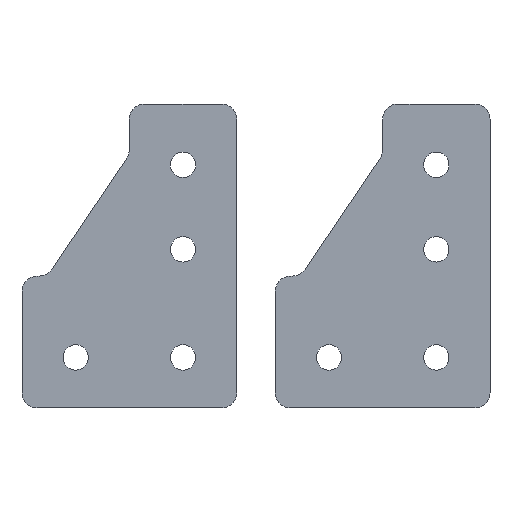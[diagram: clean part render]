
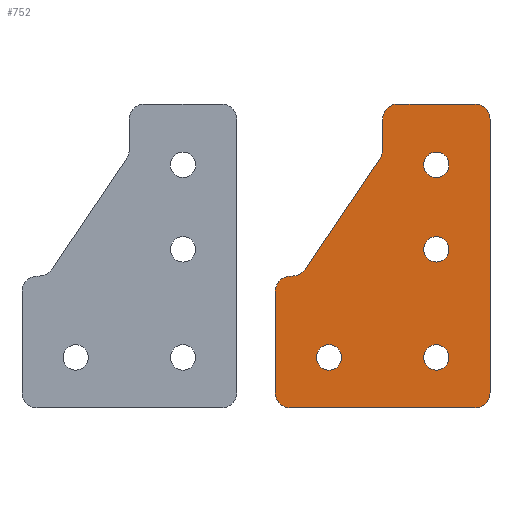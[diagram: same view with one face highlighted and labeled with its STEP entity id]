
A CAD part, front view. The second image highlights one B-rep face of the part: STEP entity #752.
In plain terms, the highlighted planar face has unit normal (0, -1, 0).
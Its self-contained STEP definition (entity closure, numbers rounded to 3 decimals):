
#45=LINE('',#1196,#101);
#50=LINE('',#1210,#106);
#54=LINE('',#1222,#110);
#58=LINE('',#1234,#114);
#62=LINE('',#1246,#118);
#66=LINE('',#1258,#122);
#70=LINE('',#1270,#126);
#101=VECTOR('',#980,10.);
#106=VECTOR('',#993,10.);
#110=VECTOR('',#1005,10.);
#114=VECTOR('',#1017,10.);
#118=VECTOR('',#1029,10.);
#122=VECTOR('',#1041,10.);
#126=VECTOR('',#1053,10.);
#146=PLANE('',#839);
#167=FACE_BOUND('',#271,.T.);
#168=FACE_BOUND('',#272,.T.);
#169=FACE_BOUND('',#273,.T.);
#170=FACE_BOUND('',#274,.T.);
#210=FACE_OUTER_BOUND('',#270,.T.);
#270=EDGE_LOOP('',(#673,#674,#675,#676,#677,#678,#679,#680,#681,#682,#683,
#684,#685,#686));
#271=EDGE_LOOP('',(#687));
#272=EDGE_LOOP('',(#688));
#273=EDGE_LOOP('',(#689));
#274=EDGE_LOOP('',(#690));
#298=CIRCLE('',#800,2.5);
#300=CIRCLE('',#803,2.5);
#302=CIRCLE('',#806,2.5);
#304=CIRCLE('',#809,2.5);
#305=CIRCLE('',#812,3.);
#307=CIRCLE('',#816,3.);
#309=CIRCLE('',#820,3.);
#311=CIRCLE('',#824,3.);
#313=CIRCLE('',#828,3.);
#315=CIRCLE('',#832,3.);
#317=CIRCLE('',#836,3.);
#356=VERTEX_POINT('',#1176);
#358=VERTEX_POINT('',#1181);
#360=VERTEX_POINT('',#1186);
#362=VERTEX_POINT('',#1191);
#363=VERTEX_POINT('',#1194);
#364=VERTEX_POINT('',#1195);
#367=VERTEX_POINT('',#1203);
#369=VERTEX_POINT('',#1209);
#371=VERTEX_POINT('',#1215);
#373=VERTEX_POINT('',#1221);
#375=VERTEX_POINT('',#1227);
#377=VERTEX_POINT('',#1233);
#379=VERTEX_POINT('',#1239);
#381=VERTEX_POINT('',#1245);
#383=VERTEX_POINT('',#1251);
#385=VERTEX_POINT('',#1257);
#387=VERTEX_POINT('',#1263);
#389=VERTEX_POINT('',#1269);
#442=EDGE_CURVE('',#356,#356,#298,.T.);
#444=EDGE_CURVE('',#358,#358,#300,.T.);
#446=EDGE_CURVE('',#360,#360,#302,.T.);
#448=EDGE_CURVE('',#362,#362,#304,.T.);
#449=EDGE_CURVE('',#363,#364,#45,.T.);
#453=EDGE_CURVE('',#364,#367,#305,.T.);
#456=EDGE_CURVE('',#369,#367,#50,.T.);
#459=EDGE_CURVE('',#369,#371,#307,.T.);
#462=EDGE_CURVE('',#373,#371,#54,.T.);
#465=EDGE_CURVE('',#375,#373,#309,.T.);
#468=EDGE_CURVE('',#375,#377,#58,.T.);
#471=EDGE_CURVE('',#379,#377,#311,.T.);
#474=EDGE_CURVE('',#379,#381,#62,.T.);
#477=EDGE_CURVE('',#383,#381,#313,.T.);
#480=EDGE_CURVE('',#383,#385,#66,.T.);
#483=EDGE_CURVE('',#387,#385,#315,.T.);
#486=EDGE_CURVE('',#387,#389,#70,.T.);
#489=EDGE_CURVE('',#363,#389,#317,.T.);
#673=ORIENTED_EDGE('',*,*,#489,.F.);
#674=ORIENTED_EDGE('',*,*,#449,.T.);
#675=ORIENTED_EDGE('',*,*,#453,.T.);
#676=ORIENTED_EDGE('',*,*,#456,.F.);
#677=ORIENTED_EDGE('',*,*,#459,.T.);
#678=ORIENTED_EDGE('',*,*,#462,.F.);
#679=ORIENTED_EDGE('',*,*,#465,.F.);
#680=ORIENTED_EDGE('',*,*,#468,.T.);
#681=ORIENTED_EDGE('',*,*,#471,.F.);
#682=ORIENTED_EDGE('',*,*,#474,.T.);
#683=ORIENTED_EDGE('',*,*,#477,.F.);
#684=ORIENTED_EDGE('',*,*,#480,.T.);
#685=ORIENTED_EDGE('',*,*,#483,.F.);
#686=ORIENTED_EDGE('',*,*,#486,.T.);
#687=ORIENTED_EDGE('',*,*,#448,.F.);
#688=ORIENTED_EDGE('',*,*,#446,.F.);
#689=ORIENTED_EDGE('',*,*,#444,.F.);
#690=ORIENTED_EDGE('',*,*,#442,.F.);
#752=ADVANCED_FACE('',(#210,#167,#168,#169,#170),#146,.F.);
#800=AXIS2_PLACEMENT_3D('',#1177,#958,#959);
#803=AXIS2_PLACEMENT_3D('',#1182,#964,#965);
#806=AXIS2_PLACEMENT_3D('',#1187,#970,#971);
#809=AXIS2_PLACEMENT_3D('',#1192,#976,#977);
#812=AXIS2_PLACEMENT_3D('',#1204,#986,#987);
#816=AXIS2_PLACEMENT_3D('',#1216,#998,#999);
#820=AXIS2_PLACEMENT_3D('',#1228,#1010,#1011);
#824=AXIS2_PLACEMENT_3D('',#1240,#1022,#1023);
#828=AXIS2_PLACEMENT_3D('',#1252,#1034,#1035);
#832=AXIS2_PLACEMENT_3D('',#1264,#1046,#1047);
#836=AXIS2_PLACEMENT_3D('',#1275,#1058,#1059);
#839=AXIS2_PLACEMENT_3D('',#1278,#1064,#1065);
#958=DIRECTION('center_axis',(0.,-1.,0.));
#959=DIRECTION('ref_axis',(1.,0.,0.));
#964=DIRECTION('center_axis',(0.,-1.,0.));
#965=DIRECTION('ref_axis',(1.,0.,0.));
#970=DIRECTION('center_axis',(0.,-1.,0.));
#971=DIRECTION('ref_axis',(1.,0.,0.));
#976=DIRECTION('center_axis',(0.,-1.,0.));
#977=DIRECTION('ref_axis',(1.,0.,0.));
#980=DIRECTION('',(0.,0.,-1.));
#986=DIRECTION('center_axis',(0.,1.,0.));
#987=DIRECTION('ref_axis',(1.,0.,0.));
#993=DIRECTION('',(0.559,0.,0.829));
#998=DIRECTION('center_axis',(0.,1.,0.));
#999=DIRECTION('ref_axis',(0.829,0.,-0.559));
#1005=DIRECTION('',(1.,0.,0.));
#1010=DIRECTION('center_axis',(0.,1.,0.));
#1011=DIRECTION('ref_axis',(-1.,0.,0.));
#1017=DIRECTION('',(0.,0.,-1.));
#1022=DIRECTION('center_axis',(0.,1.,0.));
#1023=DIRECTION('ref_axis',(0.,0.,-1.));
#1029=DIRECTION('',(1.,0.,0.));
#1034=DIRECTION('center_axis',(0.,1.,0.));
#1035=DIRECTION('ref_axis',(1.,0.,0.));
#1041=DIRECTION('',(0.,0.,1.));
#1046=DIRECTION('center_axis',(0.,1.,0.));
#1047=DIRECTION('ref_axis',(0.,0.,1.));
#1053=DIRECTION('',(-1.,0.,0.));
#1058=DIRECTION('center_axis',(0.,1.,0.));
#1059=DIRECTION('ref_axis',(-1.,0.,0.));
#1064=DIRECTION('center_axis',(0.,1.,0.));
#1065=DIRECTION('ref_axis',(1.,0.,0.));
#1176=CARTESIAN_POINT('',(64.279,0.,22.997));
#1177=CARTESIAN_POINT('Origin',(66.779,0.,22.997));
#1181=CARTESIAN_POINT('',(64.279,0.,6.299));
#1182=CARTESIAN_POINT('Origin',(66.779,0.,6.299));
#1186=CARTESIAN_POINT('',(43.093,0.,-15.022));
#1187=CARTESIAN_POINT('Origin',(45.593,0.,-15.022));
#1191=CARTESIAN_POINT('',(64.279,0.,-15.022));
#1192=CARTESIAN_POINT('Origin',(66.779,0.,-15.022));
#1194=CARTESIAN_POINT('',(56.186,0.,32.));
#1195=CARTESIAN_POINT('',(56.186,0.,25.99));
#1196=CARTESIAN_POINT('',(56.186,0.,32.));
#1203=CARTESIAN_POINT('',(55.673,0.,24.313));
#1204=CARTESIAN_POINT('Origin',(53.186,0.,25.99));
#1209=CARTESIAN_POINT('',(40.867,0.,2.356));
#1210=CARTESIAN_POINT('',(40.867,0.,2.356));
#1215=CARTESIAN_POINT('',(38.379,0.,1.033));
#1216=CARTESIAN_POINT('Origin',(38.379,0.,4.033));
#1221=CARTESIAN_POINT('',(38.,0.,1.033));
#1222=CARTESIAN_POINT('',(38.,0.,1.033));
#1227=CARTESIAN_POINT('',(35.,0.,-1.967));
#1228=CARTESIAN_POINT('Origin',(38.,0.,-1.967));
#1233=CARTESIAN_POINT('',(35.,0.,-22.));
#1234=CARTESIAN_POINT('',(35.,0.,-1.967));
#1239=CARTESIAN_POINT('',(38.,0.,-25.));
#1240=CARTESIAN_POINT('Origin',(38.,0.,-22.));
#1245=CARTESIAN_POINT('',(74.371,0.,-25.));
#1246=CARTESIAN_POINT('',(38.,0.,-25.));
#1251=CARTESIAN_POINT('',(77.371,0.,-22.));
#1252=CARTESIAN_POINT('Origin',(74.371,0.,-22.));
#1257=CARTESIAN_POINT('',(77.371,0.,32.));
#1258=CARTESIAN_POINT('',(77.371,0.,-22.));
#1263=CARTESIAN_POINT('',(74.371,0.,35.));
#1264=CARTESIAN_POINT('Origin',(74.371,0.,32.));
#1269=CARTESIAN_POINT('',(59.186,0.,35.));
#1270=CARTESIAN_POINT('',(74.371,0.,35.));
#1275=CARTESIAN_POINT('Origin',(59.186,0.,32.));
#1278=CARTESIAN_POINT('Origin',(56.186,0.,5.));
